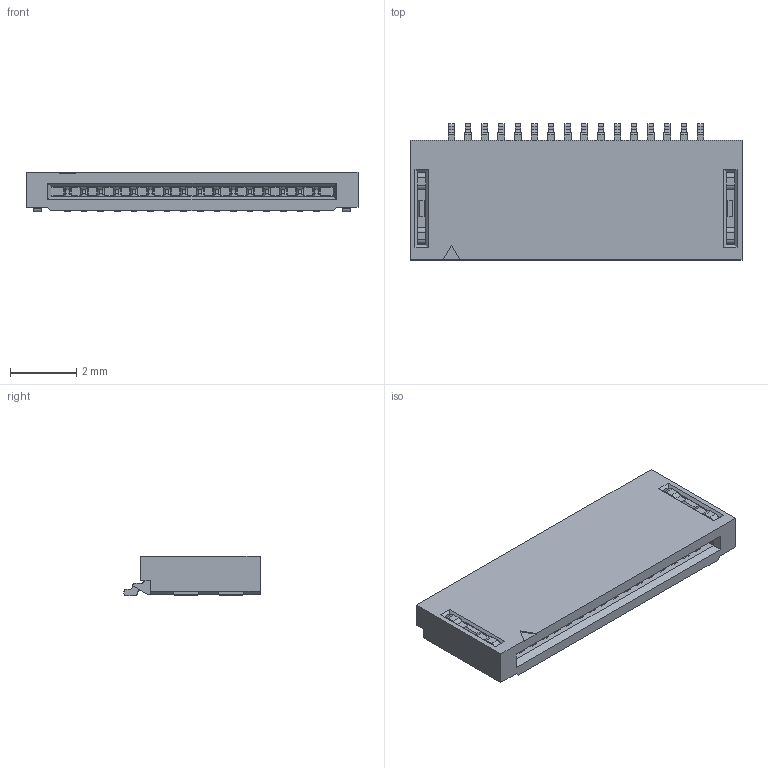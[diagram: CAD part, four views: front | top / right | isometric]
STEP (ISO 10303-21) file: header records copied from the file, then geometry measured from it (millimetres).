
FILE_DESCRIPTION(/* description */ ('Unknown'),/* implementation_level */ '2;1');
FILE_NAME(/* name */ '687116188722',/* time_stamp */ '2023-03-28T09:48:53+02:00',/* author */ ('Unknown'),/* organization */ ('Unknown'),/* preprocessor_version */ 'ST-DEVELOPER v18.102',/* originating_system */ 'Solid Edge',/* authorisation */ 'Unknown');
FILE_SCHEMA (('AUTOMOTIVE_DESIGN {1 0 10303 214 3 1 1}'));
Length unit declared in the file: millimetre
Products named in the file (5): 6871xx188722; 687116188722; 6871xx188722_Pin; 6871xx188722_Pin2; 6871xx188722_Pad
Assembly tree (19 placements, depth 2):
  6871xx188722
    687116188722
    6871xx188722_Pin  x8
    6871xx188722_Pin2  x8
    6871xx188722_Pad  x2
Bounding box: 10 x 4.1 x 1.2 mm (x, y, z)
Volume: 30.9 mm3; surface area: 319.3 mm2
Topology: 19 solids, 19 shells, 1452 faces, 3849 edges, 2402 vertices
Faces by surface type: plane 900, cylinder 328, cone 224
Entity records: 16186 total; most frequent: CARTESIAN_POINT 2699, ORIENTED_EDGE 2694, DIRECTION 2469, EDGE_CURVE 1347, LINE 1149, VECTOR 1149, VERTEX_POINT 874, AXIS2_PLACEMENT_3D 660
